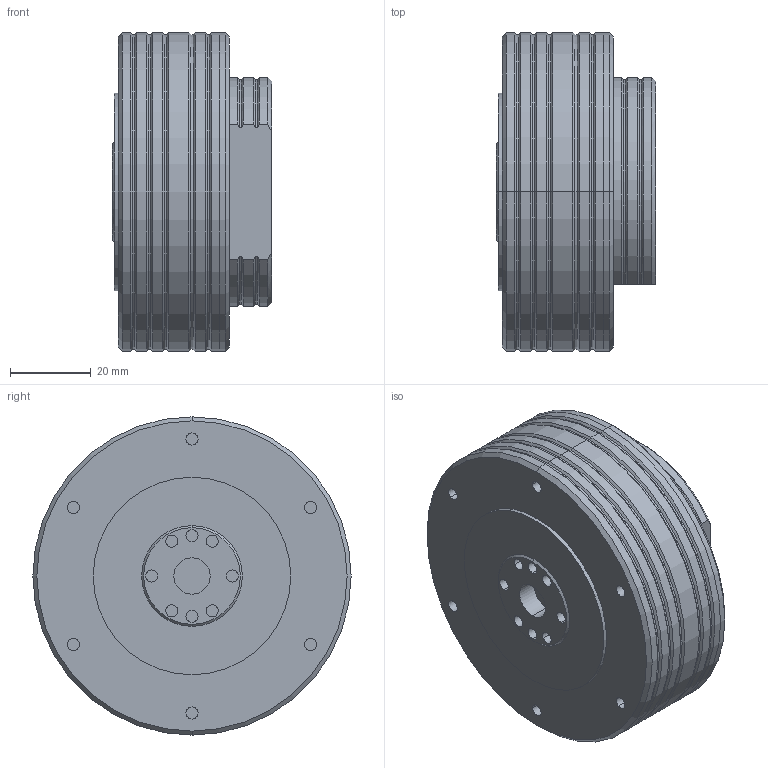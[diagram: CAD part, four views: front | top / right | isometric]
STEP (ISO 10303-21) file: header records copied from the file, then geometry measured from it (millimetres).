
FILE_DESCRIPTION((''),'2;1');
FILE_NAME('AK60-6V1-1','2022-01-10T',('Administrator'),(''),'PRO/ENGINEER BY PARAMETRIC TECHNOLOGY CORPORATION, 2013040','PRO/ENGINEER BY PARAMETRIC TECHNOLOGY CORPORATION, 2013040','');
FILE_SCHEMA(('CONFIG_CONTROL_DESIGN'));
Length unit declared in the file: millimetre
Products named in the file (1): AK60-6V1-1
Bounding box: 39.5 x 79 x 79 mm (x, y, z)
Volume: 160321.2 mm3; surface area: 19918.7 mm2
Topology: 1 solids, 1 shells, 131 faces, 269 edges, 164 vertices
Faces by surface type: cylinder 73, cone 31, plane 27
Entity records: 3526 total; most frequent: DIRECTION 674, CARTESIAN_POINT 604, ORIENTED_EDGE 538, AXIS2_PLACEMENT_3D 284, EDGE_CURVE 269, VERTEX_POINT 164, EDGE_LOOP 155, CIRCLE 153
